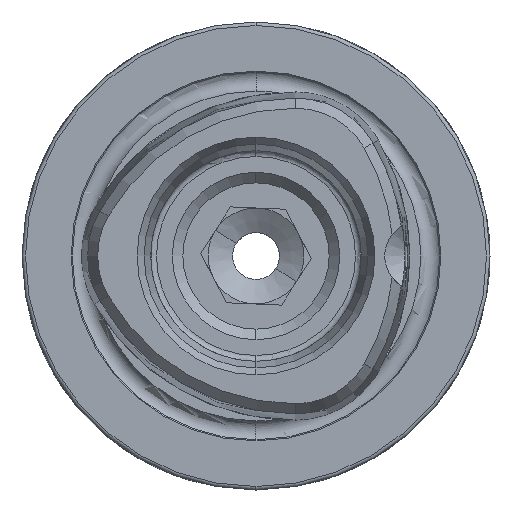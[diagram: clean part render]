
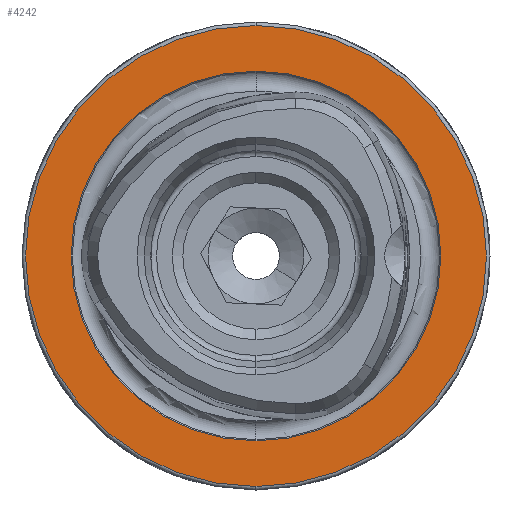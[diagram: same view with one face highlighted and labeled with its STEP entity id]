
A CAD part, left-side view. The second image highlights one B-rep face of the part: STEP entity #4242.
In plain terms, the highlighted planar face has unit normal (-1, 0, 0).
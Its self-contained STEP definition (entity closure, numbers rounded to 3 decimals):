
#98 = CIRCLE ( 'NONE', #4438, 19.7 ) ;
#291 = DIRECTION ( 'NONE',  ( 0., 0., 1. ) ) ;
#320 = EDGE_LOOP ( 'NONE', ( #1064, #4377 ) ) ;
#340 = DIRECTION ( 'NONE',  ( -1., 0., 0. ) ) ;
#341 = CARTESIAN_POINT ( 'NONE',  ( 0., 0., 0. ) ) ;
#614 = DIRECTION ( 'NONE',  ( -1., 0., 0. ) ) ;
#661 = CARTESIAN_POINT ( 'NONE',  ( 0., 0., 0. ) ) ;
#932 = DIRECTION ( 'NONE',  ( 0., 0., 1. ) ) ;
#1064 = ORIENTED_EDGE ( 'NONE', *, *, #6919, .F. ) ;
#1610 = EDGE_CURVE ( 'NONE', #2016, #6798, #3835, .T. ) ;
#1614 = DIRECTION ( 'NONE',  ( 0., 0., -1. ) ) ;
#1617 = VERTEX_POINT ( 'NONE', #2850 ) ;
#1658 = PLANE ( 'NONE',  #4193 ) ;
#1672 = CARTESIAN_POINT ( 'NONE',  ( 0., 15.8, 0. ) ) ;
#1781 = CARTESIAN_POINT ( 'NONE',  ( 0., 0., -19.7 ) ) ;
#1813 = AXIS2_PLACEMENT_3D ( 'NONE', #341, #340, #291 ) ;
#1825 = CIRCLE ( 'NONE', #6309, 15.8 ) ;
#1906 = DIRECTION ( 'NONE',  ( 1., 0., 0. ) ) ;
#2016 = VERTEX_POINT ( 'NONE', #4040 ) ;
#2025 = DIRECTION ( 'NONE',  ( 0., 0., 1. ) ) ;
#2329 = CIRCLE ( 'NONE', #1813, 19.7 ) ;
#2382 = EDGE_CURVE ( 'NONE', #1617, #6639, #2329, .T. ) ;
#2850 = CARTESIAN_POINT ( 'NONE',  ( 0., 0., 19.7 ) ) ;
#2917 = ORIENTED_EDGE ( 'NONE', *, *, #2382, .T. ) ;
#3023 = ORIENTED_EDGE ( 'NONE', *, *, #8001, .T. ) ;
#3835 = CIRCLE ( 'NONE', #3922, 15.8 ) ;
#3922 = AXIS2_PLACEMENT_3D ( 'NONE', #6429, #4180, #2025 ) ;
#4040 = CARTESIAN_POINT ( 'NONE',  ( 0., 0., -15.8 ) ) ;
#4180 = DIRECTION ( 'NONE',  ( -1., 0., 0. ) ) ;
#4193 = AXIS2_PLACEMENT_3D ( 'NONE', #1672, #1906, #1614 ) ;
#4242 = ADVANCED_FACE ( 'NONE', ( #7169, #7133 ), #1658, .F. ) ;
#4377 = ORIENTED_EDGE ( 'NONE', *, *, #1610, .F. ) ;
#4438 = AXIS2_PLACEMENT_3D ( 'NONE', #661, #614, #932 ) ;
#4569 = CARTESIAN_POINT ( 'NONE',  ( 0., 0., 15.8 ) ) ;
#6100 = DIRECTION ( 'NONE',  ( 0., 0., 1. ) ) ;
#6135 = DIRECTION ( 'NONE',  ( -1., 0., 0. ) ) ;
#6169 = CARTESIAN_POINT ( 'NONE',  ( 0., 0., 0. ) ) ;
#6309 = AXIS2_PLACEMENT_3D ( 'NONE', #6169, #6135, #6100 ) ;
#6429 = CARTESIAN_POINT ( 'NONE',  ( 0., 0., 0. ) ) ;
#6639 = VERTEX_POINT ( 'NONE', #1781 ) ;
#6798 = VERTEX_POINT ( 'NONE', #4569 ) ;
#6919 = EDGE_CURVE ( 'NONE', #6798, #2016, #1825, .T. ) ;
#7133 = FACE_OUTER_BOUND ( 'NONE', #7652, .T. ) ;
#7169 = FACE_BOUND ( 'NONE', #320, .T. ) ;
#7652 = EDGE_LOOP ( 'NONE', ( #2917, #3023 ) ) ;
#8001 = EDGE_CURVE ( 'NONE', #6639, #1617, #98, .T. ) ;
